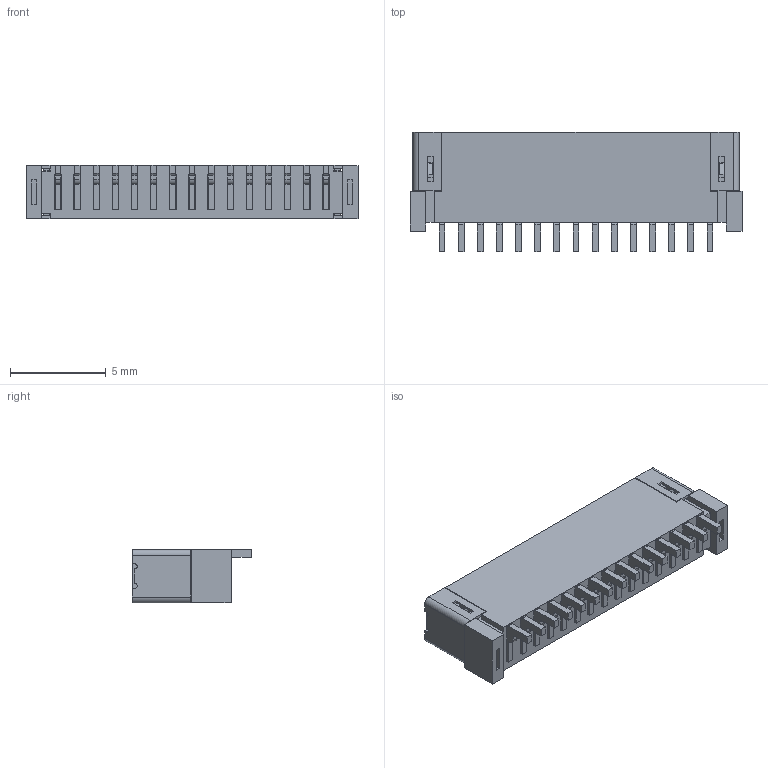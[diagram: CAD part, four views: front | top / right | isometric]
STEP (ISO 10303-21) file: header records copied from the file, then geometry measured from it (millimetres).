
FILE_DESCRIPTION( ( 'STEP AP203' ), '1' );
FILE_NAME( 'FC1-15-02-T-WT.stp', '2022-01-29T19:59:51', ( 'License CC BY-ND 4.0' ), ( 'CADENAS' ), ' ', 'PARTsolutions', ' ' );
FILE_SCHEMA( ( 'CONFIG_CONTROL_DESIGN' ) );
Length unit declared in the file: inch
Products named in the file (4): FC1-15-02-T-WT; _FC1-15-02-T-WT_t; _FC1-15-02-T-WT_wt; _FC1-15-02_p
Assembly tree (3 placements, depth 2):
  FC1-15-02-T-WT
    _FC1-15-02-T-WT_t
    _FC1-15-02-T-WT_wt
    _FC1-15-02_p
Bounding box: 17.34 x 6.22 x 2.81 mm (x, y, z)
Volume: 196 mm3; surface area: 975.4 mm2
Topology: 3 solids, 3 shells, 861 faces, 2571 edges, 1714 vertices
Faces by surface type: plane 699, cylinder 162
Entity records: 28866 total; most frequent: CARTESIAN_POINT 5150, ORIENTED_EDGE 5142, DIRECTION 4625, EDGE_CURVE 2571, LINE 2247, VECTOR 2247, VERTEX_POINT 1714, AXIS2_PLACEMENT_3D 1189
